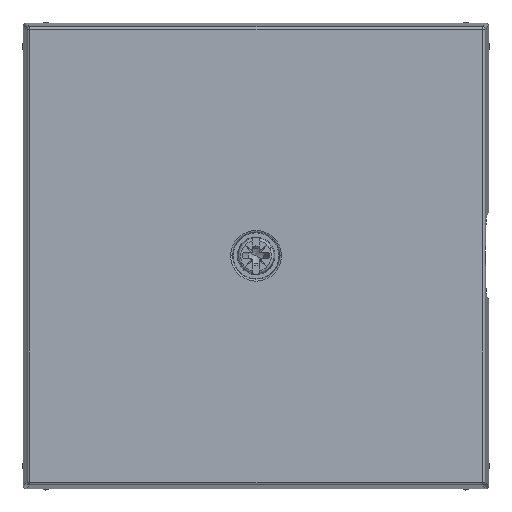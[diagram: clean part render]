
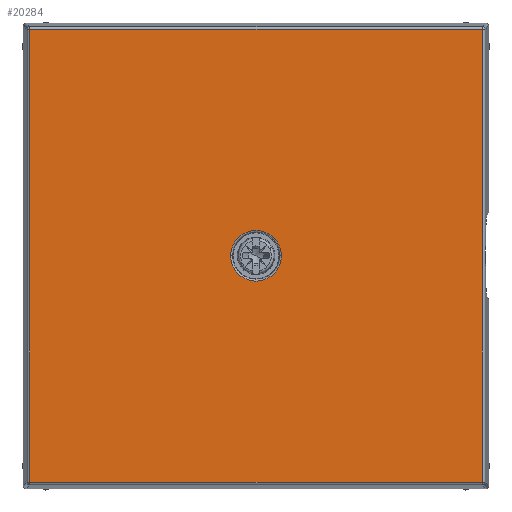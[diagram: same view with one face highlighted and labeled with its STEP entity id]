
A CAD part, top view. The second image highlights one B-rep face of the part: STEP entity #20284.
In plain terms, the highlighted face is planar.
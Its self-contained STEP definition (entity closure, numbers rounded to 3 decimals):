
#7215=DIRECTION('',(0.,0.,1.));
#7216=VECTOR('',#7215,54.099);
#7217=CARTESIAN_POINT('',(27.049,17.4,-27.049));
#7218=LINE('2313',#7217,#7216);
#7222=DIRECTION('',(-1.,0.,0.));
#7223=VECTOR('',#7222,54.099);
#7224=CARTESIAN_POINT('',(27.049,17.4,27.049));
#7225=LINE('2316',#7224,#7223);
#7229=DIRECTION('',(0.,0.,-1.));
#7230=VECTOR('',#7229,54.099);
#7231=CARTESIAN_POINT('',(-27.049,17.4,27.049));
#7232=LINE('2319',#7231,#7230);
#7236=DIRECTION('',(1.,0.,0.));
#7237=VECTOR('',#7236,54.099);
#7238=CARTESIAN_POINT('',(-27.049,17.4,-27.049));
#7239=LINE('2322',#7238,#7237);
#7243=CARTESIAN_POINT('',(0.,17.4,0.));
#7244=DIRECTION('',(0.,-1.,0.));
#7245=DIRECTION('',(-1.,0.,0.));
#7246=AXIS2_PLACEMENT_3D('',#7243,#7244,#7245);
#7251=CARTESIAN_POINT('',(0.,17.4,0.));
#7252=DIRECTION('',(0.,-1.,0.));
#7253=DIRECTION('',(1.,0.,0.));
#7254=AXIS2_PLACEMENT_3D('',#7251,#7252,#7253);
#13690=CARTESIAN_POINT('',(27.049,17.4,-27.049));
#13691=CARTESIAN_POINT('',(27.049,17.4,27.049));
#13692=VERTEX_POINT('',#13690);
#13693=VERTEX_POINT('',#13691);
#13698=CARTESIAN_POINT('',(-27.049,17.4,27.049));
#13699=VERTEX_POINT('',#13698);
#13704=CARTESIAN_POINT('',(-27.049,17.4,-27.049));
#13705=VERTEX_POINT('',#13704);
#13846=CARTESIAN_POINT('',(-3.022,17.4,0.));
#13847=CARTESIAN_POINT('',(3.022,17.4,0.));
#13848=VERTEX_POINT('',#13846);
#13849=VERTEX_POINT('',#13847);
#20267=CARTESIAN_POINT('',(0.,17.4,0.));
#20268=DIRECTION('',(0.,1.,0.));
#20269=DIRECTION('',(0.,0.,-1.));
#20270=AXIS2_PLACEMENT_3D('',#20267,#20268,#20269);
#20271=PLANE('2010',#20270);
#20272=ORIENTED_EDGE('2313',*,*,#20117,.T.);
#20273=ORIENTED_EDGE('2316',*,*,#20177,.T.);
#20274=ORIENTED_EDGE('2319',*,*,#20237,.T.);
#20275=ORIENTED_EDGE('2322',*,*,#20077,.T.);
#20276=EDGE_LOOP('2010',(#20272,#20273,#20274,#20275));
#20277=FACE_OUTER_BOUND('2010',#20276,.F.);
#20279=ORIENTED_EDGE('9530',*,*,#20278,.F.);
#20281=ORIENTED_EDGE('9532',*,*,#20280,.F.);
#20282=EDGE_LOOP('2010',(#20279,#20281));
#20283=FACE_BOUND('2010',#20282,.F.);
#20284=ADVANCED_FACE('2010',(#20277,#20283),#20271,.T.);
#7247=CIRCLE('9530',#7246,3.022);
#7255=CIRCLE('9532',#7254,3.022);
#20077=EDGE_CURVE('2322',#13705,#13692,#7239,.T.);
#20117=EDGE_CURVE('2313',#13692,#13693,#7218,.T.);
#20177=EDGE_CURVE('2316',#13693,#13699,#7225,.T.);
#20237=EDGE_CURVE('2319',#13699,#13705,#7232,.T.);
#20278=EDGE_CURVE('9530',#13848,#13849,#7247,.T.);
#20280=EDGE_CURVE('9532',#13849,#13848,#7255,.T.);
